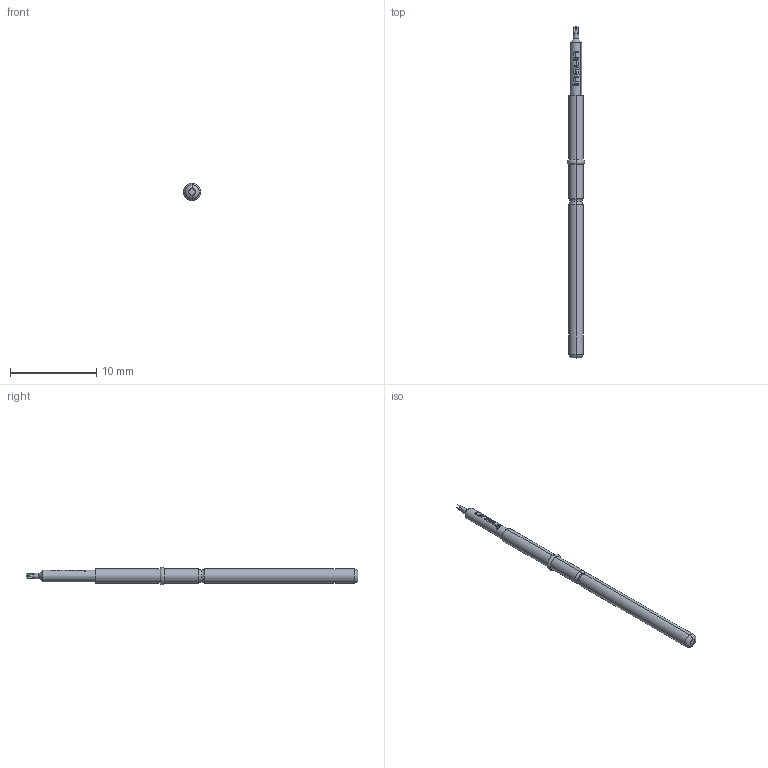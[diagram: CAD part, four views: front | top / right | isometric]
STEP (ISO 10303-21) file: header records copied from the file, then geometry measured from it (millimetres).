
FILE_DESCRIPTION (( 'STEP AP203' ), '1' );
FILE_NAME ('INGUN_GKS-422_214_060_A_xx08.STEP', '2022-01-28T10:01:34', ( 'ochi' ), ( '' ), 'SwSTEP 2.0', 'SolidWorks 2018', '' );
FILE_SCHEMA (( 'CONFIG_CONTROL_DESIGN' ));
Length unit declared in the file: millimetre
Products named in the file (1): INGUN_GKS-422_214_060_A_xx08
Bounding box: 2 x 38.4 x 2 mm (x, y, z)
Volume: 73.8 mm3; surface area: 191 mm2
Topology: 1 solids, 1 shells, 98 faces, 244 edges, 155 vertices
Faces by surface type: plane 50, bspline 22, cylinder 16, torus 8, cone 2
Entity records: 3253 total; most frequent: CARTESIAN_POINT 1042, ORIENTED_EDGE 488, DIRECTION 374, EDGE_CURVE 244, VERTEX_POINT 155, AXIS2_PLACEMENT_3D 147, EDGE_LOOP 105, FACE_OUTER_BOUND 98
